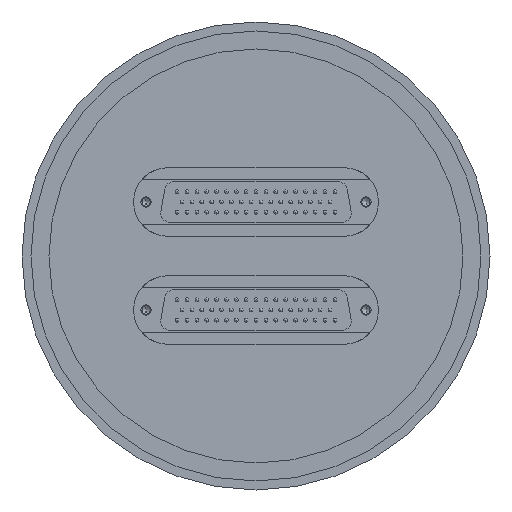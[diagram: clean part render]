
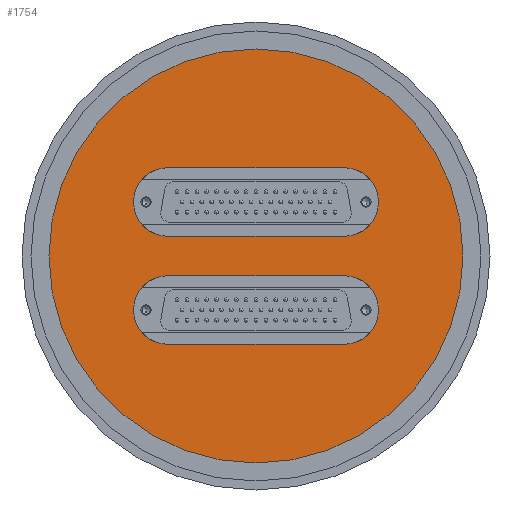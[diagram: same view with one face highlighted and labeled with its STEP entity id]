
A CAD part, front view. The second image highlights one B-rep face of the part: STEP entity #1754.
In plain terms, the highlighted planar face has unit normal (0, -1, 0).
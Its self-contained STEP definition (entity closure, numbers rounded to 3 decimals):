
#70 = DIRECTION ( 'NONE',  ( 0., 0., 1. ) ) ;
#170 = ORIENTED_EDGE ( 'NONE', *, *, #6166, .T. ) ;
#250 = CARTESIAN_POINT ( 'NONE',  ( 0., -12., 0. ) ) ;
#275 = CARTESIAN_POINT ( 'NONE',  ( 0., -12., 0. ) ) ;
#326 = EDGE_LOOP ( 'NONE', ( #1233, #1945 ) ) ;
#389 = EDGE_LOOP ( 'NONE', ( #5866, #6092, #2356, #3127 ) ) ;
#462 = EDGE_CURVE ( 'NONE', #4556, #5082, #685, .T. ) ;
#685 = CIRCLE ( 'NONE', #3348, 9.5 ) ;
#786 = CARTESIAN_POINT ( 'NONE',  ( 0., -12., -57.5 ) ) ;
#816 = DIRECTION ( 'NONE',  ( 0., 1., 0. ) ) ;
#846 = CIRCLE ( 'NONE', #6375, 9.5 ) ;
#880 = DIRECTION ( 'NONE',  ( 1., 0., 0. ) ) ;
#883 = DIRECTION ( 'NONE',  ( 0., 0., -1. ) ) ;
#904 = DIRECTION ( 'NONE',  ( 0., 0., -1. ) ) ;
#932 = DIRECTION ( 'NONE',  ( 0., -1., 0. ) ) ;
#989 = CARTESIAN_POINT ( 'NONE',  ( 24.5, -12., 15. ) ) ;
#999 = DIRECTION ( 'NONE',  ( 1., 0., 0. ) ) ;
#1193 = EDGE_CURVE ( 'NONE', #4139, #2382, #4472, .T. ) ;
#1233 = ORIENTED_EDGE ( 'NONE', *, *, #4917, .T. ) ;
#1235 = CIRCLE ( 'NONE', #2461, 9.5 ) ;
#1281 = CARTESIAN_POINT ( 'NONE',  ( 0., -12., 57.5 ) ) ;
#1391 = EDGE_CURVE ( 'NONE', #5371, #6306, #1409, .T. ) ;
#1409 = CIRCLE ( 'NONE', #7173, 57.5 ) ;
#1579 = DIRECTION ( 'NONE',  ( 0., 0., 1. ) ) ;
#1588 = EDGE_LOOP ( 'NONE', ( #170, #6509, #4865, #3457 ) ) ;
#1754 = ADVANCED_FACE ( 'NONE', ( #5956, #4439, #7149 ), #3299, .T. ) ;
#1945 = ORIENTED_EDGE ( 'NONE', *, *, #1391, .T. ) ;
#2106 = CARTESIAN_POINT ( 'NONE',  ( 0., -12., -57.5 ) ) ;
#2123 = EDGE_CURVE ( 'NONE', #6327, #2596, #846, .T. ) ;
#2194 = CARTESIAN_POINT ( 'NONE',  ( -24.5, -12., -24.5 ) ) ;
#2205 = AXIS2_PLACEMENT_3D ( 'NONE', #2106, #932, #5026 ) ;
#2338 = LINE ( 'NONE', #4211, #5604 ) ;
#2356 = ORIENTED_EDGE ( 'NONE', *, *, #462, .T. ) ;
#2382 = VERTEX_POINT ( 'NONE', #4546 ) ;
#2461 = AXIS2_PLACEMENT_3D ( 'NONE', #7105, #3655, #70 ) ;
#2596 = VERTEX_POINT ( 'NONE', #6058 ) ;
#2860 = CARTESIAN_POINT ( 'NONE',  ( -24.5, -12., 5.5 ) ) ;
#2941 = VECTOR ( 'NONE', #880, 1000. ) ;
#3076 = DIRECTION ( 'NONE',  ( -1., 0., 0. ) ) ;
#3127 = ORIENTED_EDGE ( 'NONE', *, *, #3135, .T. ) ;
#3135 = EDGE_CURVE ( 'NONE', #5082, #6327, #6206, .T. ) ;
#3299 = PLANE ( 'NONE',  #2205 ) ;
#3348 = AXIS2_PLACEMENT_3D ( 'NONE', #6792, #3923, #7385 ) ;
#3457 = ORIENTED_EDGE ( 'NONE', *, *, #6753, .T. ) ;
#3655 = DIRECTION ( 'NONE',  ( 0., 1., 0. ) ) ;
#3802 = CARTESIAN_POINT ( 'NONE',  ( -24.5, -12., -24.5 ) ) ;
#3882 = CARTESIAN_POINT ( 'NONE',  ( 24.5, -12., 5.5 ) ) ;
#3883 = CIRCLE ( 'NONE', #5095, 57.5 ) ;
#3923 = DIRECTION ( 'NONE',  ( 0., 1., 0. ) ) ;
#3952 = CARTESIAN_POINT ( 'NONE',  ( -24.5, -12., -5.5 ) ) ;
#4139 = VERTEX_POINT ( 'NONE', #5010 ) ;
#4207 = EDGE_CURVE ( 'NONE', #2382, #5053, #7500, .T. ) ;
#4211 = CARTESIAN_POINT ( 'NONE',  ( -24.5, -12., 5.5 ) ) ;
#4321 = VECTOR ( 'NONE', #999, 1000. ) ;
#4350 = CARTESIAN_POINT ( 'NONE',  ( -24.5, -12., -15. ) ) ;
#4397 = CARTESIAN_POINT ( 'NONE',  ( -24.5, -12., 24.5 ) ) ;
#4400 = DIRECTION ( 'NONE',  ( 0., -1., 0. ) ) ;
#4417 = DIRECTION ( 'NONE',  ( 0., -1., 0. ) ) ;
#4439 = FACE_BOUND ( 'NONE', #1588, .T. ) ;
#4472 = LINE ( 'NONE', #4397, #2941 ) ;
#4512 = VECTOR ( 'NONE', #6243, 1000. ) ;
#4546 = CARTESIAN_POINT ( 'NONE',  ( 24.5, -12., 24.5 ) ) ;
#4556 = VERTEX_POINT ( 'NONE', #5206 ) ;
#4865 = ORIENTED_EDGE ( 'NONE', *, *, #4207, .T. ) ;
#4910 = DIRECTION ( 'NONE',  ( 0., 0., 1. ) ) ;
#4917 = EDGE_CURVE ( 'NONE', #6306, #5371, #3883, .T. ) ;
#5010 = CARTESIAN_POINT ( 'NONE',  ( -24.5, -12., 24.5 ) ) ;
#5026 = DIRECTION ( 'NONE',  ( 0., 0., -1. ) ) ;
#5053 = VERTEX_POINT ( 'NONE', #3882 ) ;
#5077 = DIRECTION ( 'NONE',  ( 0., 1., 0. ) ) ;
#5082 = VERTEX_POINT ( 'NONE', #6817 ) ;
#5094 = EDGE_CURVE ( 'NONE', #2596, #4556, #6015, .T. ) ;
#5095 = AXIS2_PLACEMENT_3D ( 'NONE', #250, #4400, #883 ) ;
#5206 = CARTESIAN_POINT ( 'NONE',  ( 24.5, -12., -5.5 ) ) ;
#5371 = VERTEX_POINT ( 'NONE', #1281 ) ;
#5604 = VECTOR ( 'NONE', #3076, 1000. ) ;
#5822 = VERTEX_POINT ( 'NONE', #2860 ) ;
#5866 = ORIENTED_EDGE ( 'NONE', *, *, #2123, .T. ) ;
#5956 = FACE_BOUND ( 'NONE', #389, .T. ) ;
#6015 = LINE ( 'NONE', #3952, #4321 ) ;
#6058 = CARTESIAN_POINT ( 'NONE',  ( -24.5, -12., -5.5 ) ) ;
#6092 = ORIENTED_EDGE ( 'NONE', *, *, #5094, .T. ) ;
#6166 = EDGE_CURVE ( 'NONE', #5822, #4139, #1235, .T. ) ;
#6206 = LINE ( 'NONE', #2194, #4512 ) ;
#6243 = DIRECTION ( 'NONE',  ( -1., 0., 0. ) ) ;
#6306 = VERTEX_POINT ( 'NONE', #786 ) ;
#6327 = VERTEX_POINT ( 'NONE', #3802 ) ;
#6375 = AXIS2_PLACEMENT_3D ( 'NONE', #4350, #816, #4910 ) ;
#6509 = ORIENTED_EDGE ( 'NONE', *, *, #1193, .T. ) ;
#6753 = EDGE_CURVE ( 'NONE', #5053, #5822, #2338, .T. ) ;
#6792 = CARTESIAN_POINT ( 'NONE',  ( 24.5, -12., -15. ) ) ;
#6817 = CARTESIAN_POINT ( 'NONE',  ( 24.5, -12., -24.5 ) ) ;
#7105 = CARTESIAN_POINT ( 'NONE',  ( -24.5, -12., 15. ) ) ;
#7149 = FACE_OUTER_BOUND ( 'NONE', #326, .T. ) ;
#7173 = AXIS2_PLACEMENT_3D ( 'NONE', #275, #4417, #904 ) ;
#7385 = DIRECTION ( 'NONE',  ( 0., 0., 1. ) ) ;
#7396 = AXIS2_PLACEMENT_3D ( 'NONE', #989, #5077, #1579 ) ;
#7500 = CIRCLE ( 'NONE', #7396, 9.5 ) ;
